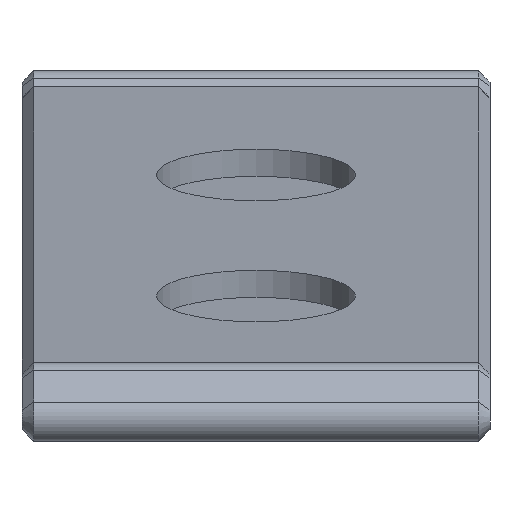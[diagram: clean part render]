
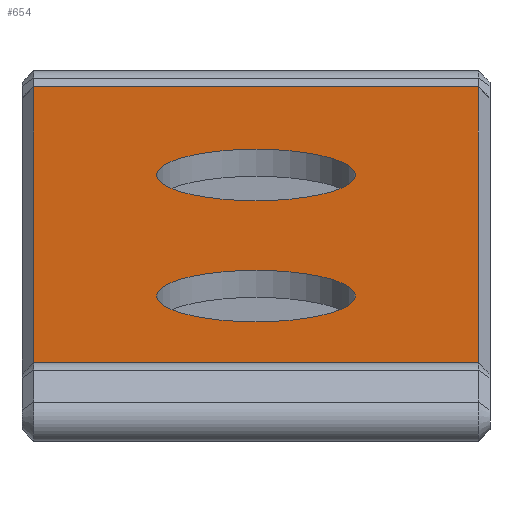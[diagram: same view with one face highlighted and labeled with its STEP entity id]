
A CAD part, front view. The second image highlights one B-rep face of the part: STEP entity #654.
In plain terms, the highlighted planar face has unit normal (0, -0.259, 0.966).
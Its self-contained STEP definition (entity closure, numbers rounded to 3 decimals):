
#15=FACE_BOUND('',#127,.T.);
#16=FACE_BOUND('',#128,.T.);
#44=PLANE('',#734);
#84=FACE_OUTER_BOUND('',#126,.T.);
#126=EDGE_LOOP('',(#589,#590,#591,#592));
#127=EDGE_LOOP('',(#593));
#128=EDGE_LOOP('',(#594));
#136=LINE('',#960,#196);
#166=LINE('',#1045,#226);
#187=LINE('',#1109,#247);
#192=LINE('',#1119,#252);
#196=VECTOR('',#754,10.);
#226=VECTOR('',#842,10.);
#247=VECTOR('',#907,10.);
#252=VECTOR('',#922,10.);
#279=CIRCLE('',#735,4.25);
#280=CIRCLE('',#736,4.25);
#285=VERTEX_POINT('',#950);
#287=VERTEX_POINT('',#959);
#313=VERTEX_POINT('',#1044);
#316=VERTEX_POINT('',#1058);
#331=VERTEX_POINT('',#1122);
#332=VERTEX_POINT('',#1124);
#339=EDGE_CURVE('',#287,#285,#136,.T.);
#382=EDGE_CURVE('',#285,#313,#166,.T.);
#413=EDGE_CURVE('',#313,#316,#187,.T.);
#418=EDGE_CURVE('',#287,#316,#192,.T.);
#419=EDGE_CURVE('',#331,#331,#279,.T.);
#420=EDGE_CURVE('',#332,#332,#280,.T.);
#589=ORIENTED_EDGE('',*,*,#339,.F.);
#590=ORIENTED_EDGE('',*,*,#418,.T.);
#591=ORIENTED_EDGE('',*,*,#413,.F.);
#592=ORIENTED_EDGE('',*,*,#382,.F.);
#593=ORIENTED_EDGE('',*,*,#419,.T.);
#594=ORIENTED_EDGE('',*,*,#420,.T.);
#654=ADVANCED_FACE('',(#84,#15,#16),#44,.T.);
#734=AXIS2_PLACEMENT_3D('',#1121,#925,#926);
#735=AXIS2_PLACEMENT_3D('',#1123,#927,#928);
#736=AXIS2_PLACEMENT_3D('',#1125,#929,#930);
#754=DIRECTION('',(0.,0.966,0.259));
#842=DIRECTION('',(1.,0.,0.));
#907=DIRECTION('',(0.,-0.966,-0.259));
#922=DIRECTION('',(1.,0.,0.));
#925=DIRECTION('center_axis',(0.,-0.259,0.966));
#926=DIRECTION('ref_axis',(0.,-0.966,-0.259));
#927=DIRECTION('center_axis',(0.,0.259,-0.966));
#928=DIRECTION('ref_axis',(1.,0.,0.));
#929=DIRECTION('center_axis',(0.,0.259,-0.966));
#930=DIRECTION('ref_axis',(1.,0.,0.));
#950=CARTESIAN_POINT('',(0.5,53.577,15.15));
#959=CARTESIAN_POINT('',(0.5,4.5,2.));
#960=CARTESIAN_POINT('',(0.5,42.608,12.211));
#1044=CARTESIAN_POINT('',(19.5,53.577,15.15));
#1045=CARTESIAN_POINT('',(0.,53.577,15.15));
#1058=CARTESIAN_POINT('',(19.5,4.5,2.));
#1109=CARTESIAN_POINT('',(19.5,42.608,12.211));
#1119=CARTESIAN_POINT('',(0.,4.5,2.));
#1121=CARTESIAN_POINT('Origin',(0.,55.25,15.598));
#1122=CARTESIAN_POINT('',(5.75,20.216,6.211));
#1123=CARTESIAN_POINT('Origin',(10.,20.216,6.211));
#1124=CARTESIAN_POINT('',(5.75,39.534,11.387));
#1125=CARTESIAN_POINT('Origin',(10.,39.534,11.387));
